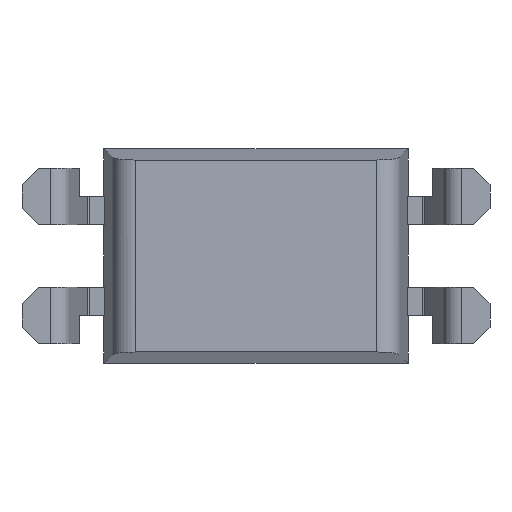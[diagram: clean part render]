
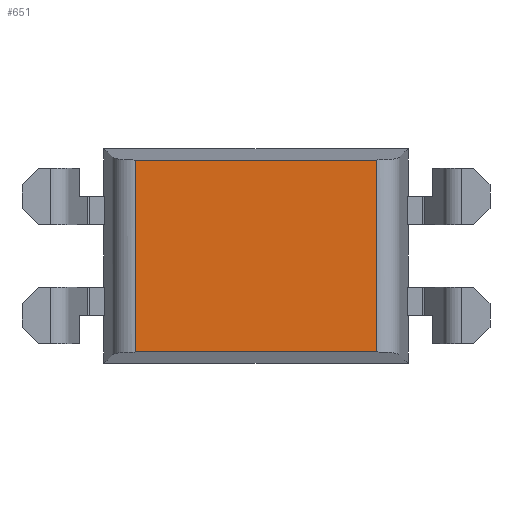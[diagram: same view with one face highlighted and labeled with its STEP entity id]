
A CAD part, front view. The second image highlights one B-rep face of the part: STEP entity #651.
In plain terms, the highlighted planar face has unit normal (0, -1, 0).
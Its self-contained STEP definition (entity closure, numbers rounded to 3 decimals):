
#278 = ORIENTED_EDGE ( 'NONE', *, *, #2393, .T. ) ;
#284 = ORIENTED_EDGE ( 'NONE', *, *, #2743, .T. ) ;
#319 = VERTEX_POINT ( 'NONE', #1354 ) ;
#372 = CARTESIAN_POINT ( 'NONE',  ( 2.576, 0.6, 2.051 ) ) ;
#548 = CARTESIAN_POINT ( 'NONE',  ( 0., 0.6, 0. ) ) ;
#560 = VECTOR ( 'NONE', #3476, 1000. ) ;
#616 = LINE ( 'NONE', #2762, #1893 ) ;
#651 = ADVANCED_FACE ( 'NONE', ( #2380 ), #2976, .F. ) ;
#731 = VERTEX_POINT ( 'NONE', #3029 ) ;
#792 = EDGE_CURVE ( 'NONE', #731, #2577, #616, .T. ) ;
#805 = DIRECTION ( 'NONE',  ( 1., 0., 0. ) ) ;
#819 = AXIS2_PLACEMENT_3D ( 'NONE', #548, #3267, #1630 ) ;
#1102 = CARTESIAN_POINT ( 'NONE',  ( -3.25, 0.6, -2.051 ) ) ;
#1209 = CARTESIAN_POINT ( 'NONE',  ( -2.576, 0.6, -2.051 ) ) ;
#1354 = CARTESIAN_POINT ( 'NONE',  ( 2.576, 0.6, -2.051 ) ) ;
#1630 = DIRECTION ( 'NONE',  ( 0., 0., 1. ) ) ;
#1760 = VECTOR ( 'NONE', #805, 1000. ) ;
#1846 = LINE ( 'NONE', #1102, #1760 ) ;
#1893 = VECTOR ( 'NONE', #2227, 1000. ) ;
#1917 = VERTEX_POINT ( 'NONE', #1209 ) ;
#1927 = ORIENTED_EDGE ( 'NONE', *, *, #3312, .T. ) ;
#2103 = LINE ( 'NONE', #372, #2732 ) ;
#2227 = DIRECTION ( 'NONE',  ( -1., 0., 0. ) ) ;
#2380 = FACE_OUTER_BOUND ( 'NONE', #3221, .T. ) ;
#2393 = EDGE_CURVE ( 'NONE', #1917, #319, #1846, .T. ) ;
#2563 = DIRECTION ( 'NONE',  ( 0., 0., 1. ) ) ;
#2577 = VERTEX_POINT ( 'NONE', #3176 ) ;
#2732 = VECTOR ( 'NONE', #2563, 1000. ) ;
#2743 = EDGE_CURVE ( 'NONE', #2577, #1917, #3163, .T. ) ;
#2762 = CARTESIAN_POINT ( 'NONE',  ( -3.25, 0.6, 2.051 ) ) ;
#2793 = ORIENTED_EDGE ( 'NONE', *, *, #792, .T. ) ;
#2976 = PLANE ( 'NONE',  #819 ) ;
#3029 = CARTESIAN_POINT ( 'NONE',  ( 2.576, 0.6, 2.051 ) ) ;
#3163 = LINE ( 'NONE', #3237, #560 ) ;
#3176 = CARTESIAN_POINT ( 'NONE',  ( -2.576, 0.6, 2.051 ) ) ;
#3221 = EDGE_LOOP ( 'NONE', ( #2793, #284, #278, #1927 ) ) ;
#3237 = CARTESIAN_POINT ( 'NONE',  ( -2.576, 0.6, -2.051 ) ) ;
#3267 = DIRECTION ( 'NONE',  ( 0., 1., 0. ) ) ;
#3312 = EDGE_CURVE ( 'NONE', #319, #731, #2103, .T. ) ;
#3476 = DIRECTION ( 'NONE',  ( 0., 0., -1. ) ) ;
